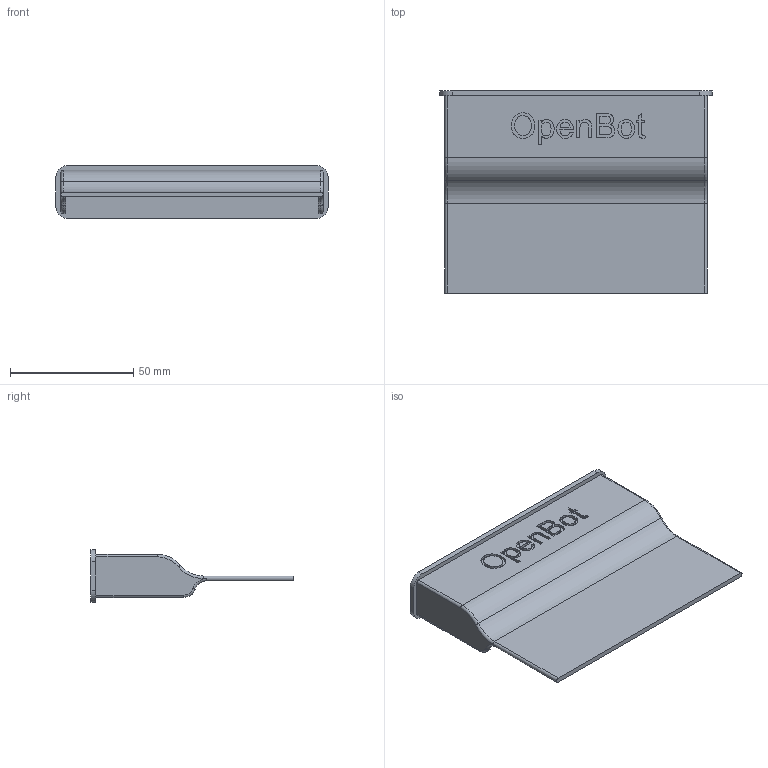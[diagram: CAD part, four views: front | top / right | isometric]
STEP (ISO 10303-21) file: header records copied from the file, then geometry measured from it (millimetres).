
FILE_DESCRIPTION(/* description */ (''),/* implementation_level */ '2;1');
FILE_NAME(/* name */ '0612f101-16e6-4833-be97-784d89f1d1b2.stp',/* time_stamp */ '2021-09-22T02:43:21+00:00',/* author */ (''),/* organization */ (''),/* preprocessor_version */ 'ST-DEVELOPER v18.1',/* originating_system */ 'Autodesk Translation Framework v10.10.0.1391',/* authorisation */ '');
FILE_SCHEMA (('AUTOMOTIVE_DESIGN { 1 0 10303 214 3 1 1 }'));
Length unit declared in the file: millimetre
Products named in the file (1): Side_cover
Bounding box: 110.5 x 82 x 21.5 mm (x, y, z)
Volume: 27623.2 mm3; surface area: 26092.9 mm2
Topology: 1 solids, 1 shells, 206 faces, 558 edges, 368 vertices
Faces by surface type: bspline 114, plane 68, cylinder 16, torus 8
Entity records: 7780 total; most frequent: CARTESIAN_POINT 3299, ORIENTED_EDGE 1116, DIRECTION 562, EDGE_CURVE 558, VERTEX_POINT 368, LINE 284, VECTOR 284, B_SPLINE_CURVE_WITH_KNOTS 228
